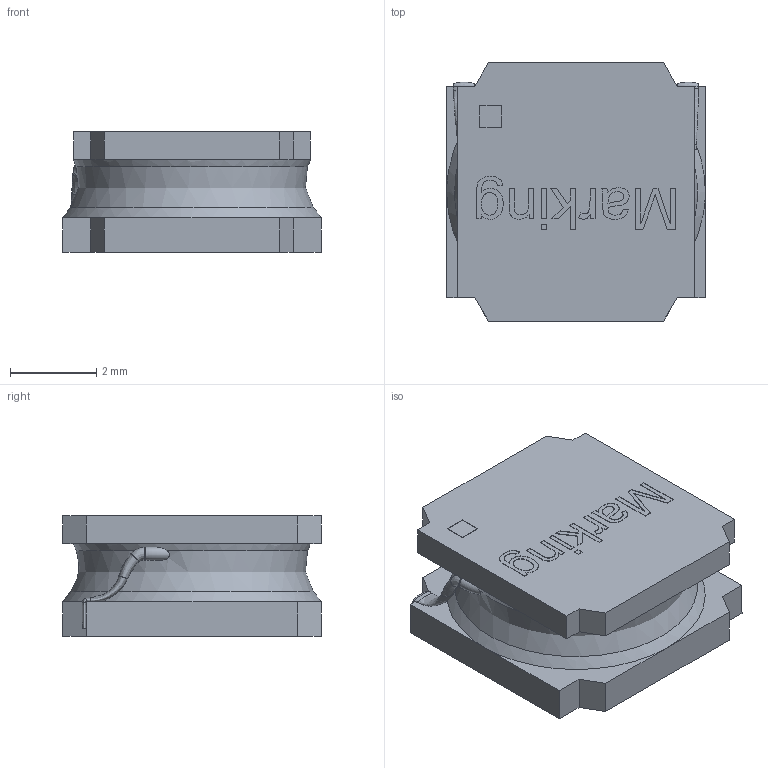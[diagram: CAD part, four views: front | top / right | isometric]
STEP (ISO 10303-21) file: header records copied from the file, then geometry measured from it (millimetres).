
FILE_DESCRIPTION(/* description */ ('Unknown'),/* implementation_level */ '2;1');
FILE_NAME(/* name */ 'L_Wurth_WE-LQS_6028',/* time_stamp */ '2022-03-08T10:57:10+08:00',/* author */ ('Unknown'),/* organization */ ('Unknown'),/* preprocessor_version */ 'ST-DEVELOPER v16.7',/* originating_system */ 'Solid Edge',/* authorisation */ 'Unknown');
FILE_SCHEMA (('AUTOMOTIVE_DESIGN {1 0 10303 214 3 1 1}'));
Length unit declared in the file: millimetre
Products named in the file (2): L_Wurth_WE-LQS_6028
Assembly tree (1 placements, depth 2):
  L_Wurth_WE-LQS_6028
    L_Wurth_WE-LQS_6028
Bounding box: 6 x 6 x 2.8 mm (x, y, z)
Volume: 79.6 mm3; surface area: 141.8 mm2
Topology: 1 solids, 1 shells, 128 faces, 333 edges, 216 vertices
Faces by surface type: plane 97, bspline 28, cylinder 2, torus 1
Entity records: 6223 total; most frequent: CARTESIAN_POINT 2444, ORIENTED_EDGE 630, DIRECTION 458, EDGE_CURVE 315, LINE 246, VECTOR 246, VERTEX_POINT 210, EDGE_LOOP 151
